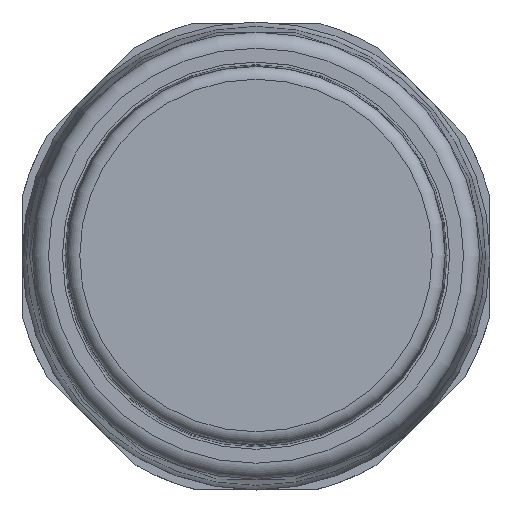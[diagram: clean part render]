
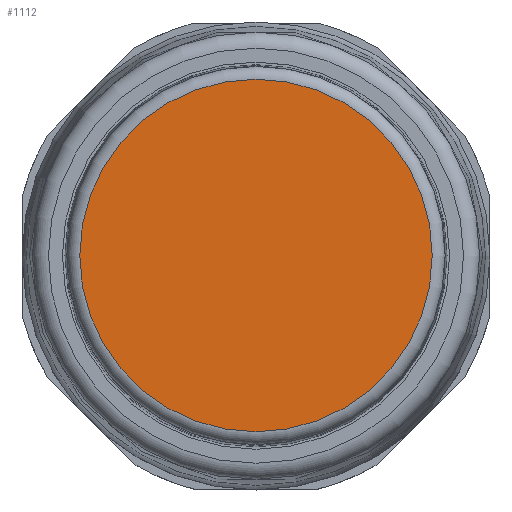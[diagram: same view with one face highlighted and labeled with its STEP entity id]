
A CAD part, top view. The second image highlights one B-rep face of the part: STEP entity #1112.
In plain terms, the highlighted planar face has unit normal (0, 0, 1).
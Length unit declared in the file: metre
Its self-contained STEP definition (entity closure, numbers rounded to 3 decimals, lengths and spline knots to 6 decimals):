
#1112 = ADVANCED_FACE( '', ( #2486 ), #2487, .T. );
#2486 = FACE_OUTER_BOUND( '', #4209, .T. );
#2487 = PLANE( '', #4210 );
#4209 = EDGE_LOOP( '', ( #7729 ) );
#4210 = AXIS2_PLACEMENT_3D( '', #7730, #7731, #7732 );
#7729 = ORIENTED_EDGE( '', *, *, #11019, .F. );
#7730 = CARTESIAN_POINT( '', ( 0., 0., 0.0623 ) );
#7731 = DIRECTION( '', ( 0., 0., 1. ) );
#7732 = DIRECTION( '', ( 1., 0., 0. ) );
#11019 = EDGE_CURVE( '', #13665, #13665, #13666, .T. );
#13665 = VERTEX_POINT( '', #17547 );
#13666 = CIRCLE( '', #17548, 0.010925 );
#17547 = CARTESIAN_POINT( '', ( 0., 0.010925, 0.0623 ) );
#17548 = AXIS2_PLACEMENT_3D( '', #20024, #20025, #20026 );
#20024 = CARTESIAN_POINT( '', ( 0., 0., 0.0623 ) );
#20025 = DIRECTION( '', ( 0., 0., -1. ) );
#20026 = DIRECTION( '', ( 0., 1., 0. ) );
